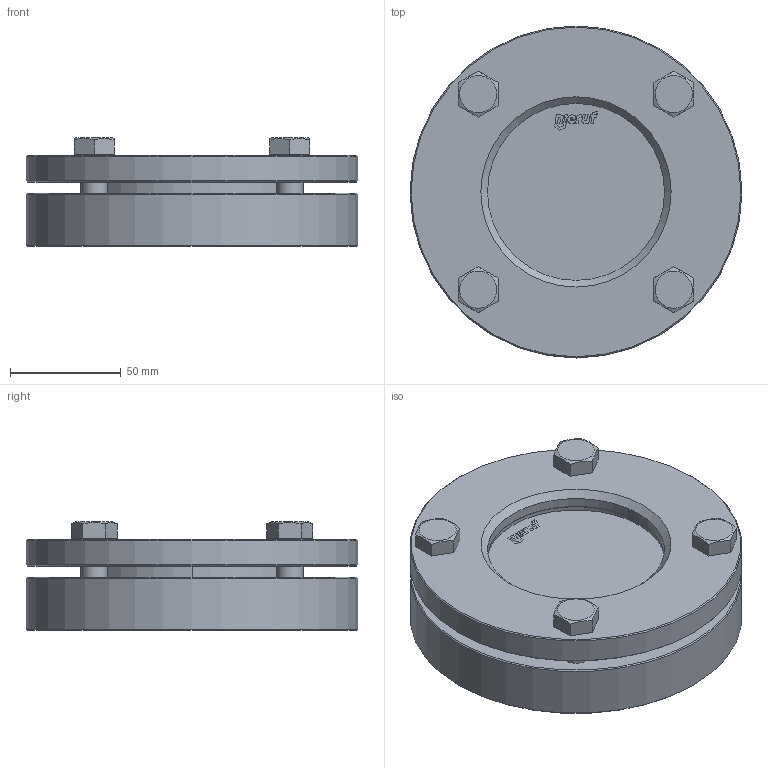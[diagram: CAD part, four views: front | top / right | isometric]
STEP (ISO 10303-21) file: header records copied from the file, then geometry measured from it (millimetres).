
FILE_DESCRIPTION(('HOOPS Exchange Step'),'2;1');
FILE_NAME('BS01_DN50.stp','2025-11-24T11:49:47+01:00',('nieru'),('Unknown organisation'),'HOOPS Exchange 2024.2','HOOPS Exchange','Unknown authorisation');
FILE_SCHEMA( ('AP203_CONFIGURATION_CONTROLLED_3D_DESIGN_OF_MECHANICAL_PARTS_AND_ASSEMBLIES_MIM_LF') );
Length unit declared in the file: millimetre
Products named in the file (3): 0; root
Assembly tree (2 placements, depth 3):
  root
    0
      0
Bounding box: 150 x 150 x 49 mm (x, y, z)
Volume: 516303.1 mm3; surface area: 120263.9 mm2
Topology: 9 solids, 9 shells, 111 faces, 357 edges, 287 vertices
Faces by surface type: plane 65, cylinder 28, cone 18
Full cylindrical faces by diameter (mm): 10.106 x4, 12 x4, 13 x4, 16.4 x4, 80 x2, 80.5 x2, 102 x2, 103 x2, 150 x2
Entity records: 4660 total; most frequent: CARTESIAN_POINT 1332, ORIENTED_EDGE 706, DIRECTION 617, EDGE_CURVE 353, VERTEX_POINT 287, AXIS2_PLACEMENT_3D 250, EDGE_LOOP 154, FACE_BOUND 154
